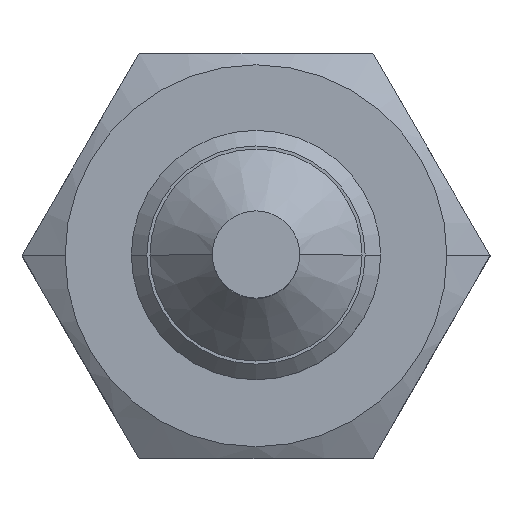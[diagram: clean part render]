
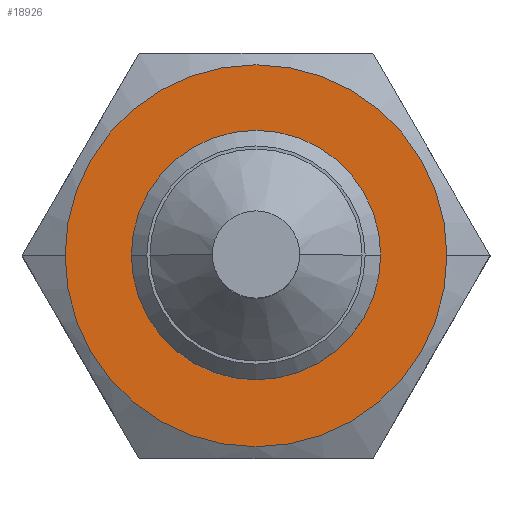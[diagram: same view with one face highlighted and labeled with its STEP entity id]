
A CAD part, top view. The second image highlights one B-rep face of the part: STEP entity #18926.
In plain terms, the highlighted planar face has unit normal (0, 0, 1).
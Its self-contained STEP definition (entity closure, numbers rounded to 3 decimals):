
#1501 = CIRCLE ( 'NONE', #19915, 6.125 ) ;
#3539 = CARTESIAN_POINT ( 'NONE',  ( 0., 0., 21.46 ) ) ;
#3610 = DIRECTION ( 'NONE',  ( 1., 0., 0. ) ) ;
#3853 = ORIENTED_EDGE ( 'NONE', *, *, #11289, .F. ) ;
#3895 = FACE_OUTER_BOUND ( 'NONE', #17932, .T. ) ;
#4973 = VERTEX_POINT ( 'NONE', #7247 ) ;
#5103 = AXIS2_PLACEMENT_3D ( 'NONE', #3539, #8324, #3610 ) ;
#5457 = AXIS2_PLACEMENT_3D ( 'NONE', #9701, #8343, #17833 ) ;
#6262 = CARTESIAN_POINT ( 'NONE',  ( 3.674, 0., 21.46 ) ) ;
#7247 = CARTESIAN_POINT ( 'NONE',  ( 6.125, 0., 21.46 ) ) ;
#8232 = FACE_BOUND ( 'NONE', #19660, .T. ) ;
#8324 = DIRECTION ( 'NONE',  ( 0., 0., -1. ) ) ;
#8343 = DIRECTION ( 'NONE',  ( 0., 0., -1. ) ) ;
#8513 = AXIS2_PLACEMENT_3D ( 'NONE', #18249, #14965, #17974 ) ;
#8585 = DIRECTION ( 'NONE',  ( 1., 0., 0. ) ) ;
#8727 = CARTESIAN_POINT ( 'NONE',  ( 0., 0., 21.46 ) ) ;
#8886 = VERTEX_POINT ( 'NONE', #16237 ) ;
#8946 = CARTESIAN_POINT ( 'NONE',  ( -3.674, 0., 21.46 ) ) ;
#9631 = EDGE_CURVE ( 'NONE', #8886, #4973, #1501, .T. ) ;
#9701 = CARTESIAN_POINT ( 'NONE',  ( 0., 0., 21.46 ) ) ;
#9926 = ORIENTED_EDGE ( 'NONE', *, *, #12415, .T. ) ;
#11289 = EDGE_CURVE ( 'NONE', #4973, #8886, #13429, .T. ) ;
#11622 = DIRECTION ( 'NONE',  ( 0., 0., 1. ) ) ;
#12415 = EDGE_CURVE ( 'NONE', #16033, #15054, #12871, .T. ) ;
#12871 = CIRCLE ( 'NONE', #8513, 3.674 ) ;
#13424 = PLANE ( 'NONE',  #20431 ) ;
#13429 = CIRCLE ( 'NONE', #5457, 6.125 ) ;
#13707 = DIRECTION ( 'NONE',  ( -1., 0., 0. ) ) ;
#14965 = DIRECTION ( 'NONE',  ( 0., 0., -1. ) ) ;
#15054 = VERTEX_POINT ( 'NONE', #8946 ) ;
#15839 = EDGE_CURVE ( 'NONE', #15054, #16033, #19081, .T. ) ;
#16033 = VERTEX_POINT ( 'NONE', #6262 ) ;
#16237 = CARTESIAN_POINT ( 'NONE',  ( -6.125, 0., 21.46 ) ) ;
#17833 = DIRECTION ( 'NONE',  ( -1., 0., 0. ) ) ;
#17932 = EDGE_LOOP ( 'NONE', ( #18721, #3853 ) ) ;
#17974 = DIRECTION ( 'NONE',  ( 1., 0., 0. ) ) ;
#18249 = CARTESIAN_POINT ( 'NONE',  ( 0., 0., 21.46 ) ) ;
#18420 = ORIENTED_EDGE ( 'NONE', *, *, #15839, .T. ) ;
#18721 = ORIENTED_EDGE ( 'NONE', *, *, #9631, .F. ) ;
#18926 = ADVANCED_FACE ( 'NONE', ( #8232, #3895 ), #13424, .T. ) ;
#19081 = CIRCLE ( 'NONE', #5103, 3.674 ) ;
#19660 = EDGE_LOOP ( 'NONE', ( #9926, #18420 ) ) ;
#19887 = CARTESIAN_POINT ( 'NONE',  ( 3.753, -6.5, 21.46 ) ) ;
#19915 = AXIS2_PLACEMENT_3D ( 'NONE', #8727, #20029, #13707 ) ;
#20029 = DIRECTION ( 'NONE',  ( 0., 0., -1. ) ) ;
#20431 = AXIS2_PLACEMENT_3D ( 'NONE', #19887, #11622, #8585 ) ;
